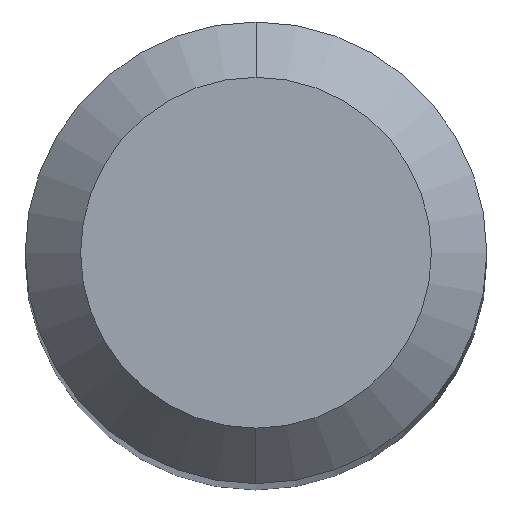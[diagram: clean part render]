
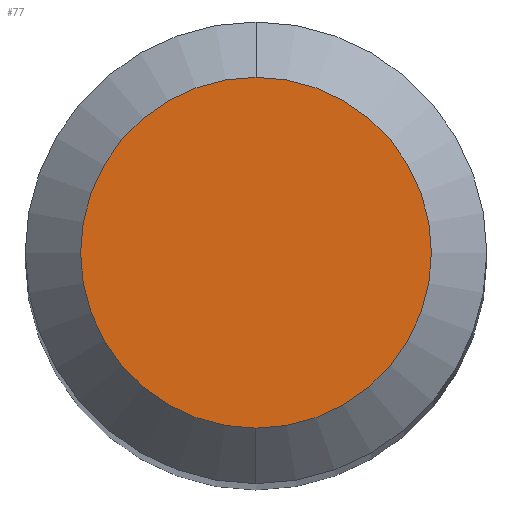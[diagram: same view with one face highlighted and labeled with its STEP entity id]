
A CAD part, top view. The second image highlights one B-rep face of the part: STEP entity #77.
In plain terms, the highlighted planar face has unit normal (0, 0, 1).
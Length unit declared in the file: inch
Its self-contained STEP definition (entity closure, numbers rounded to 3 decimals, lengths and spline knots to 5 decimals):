
#18 = CARTESIAN_POINT ( 'NONE',  ( 0., 0.0475, 0. ) ) ;
#29 = EDGE_LOOP ( 'NONE', ( #157, #534 ) ) ;
#77 = ADVANCED_FACE ( 'NONE', ( #213 ), #268, .F. ) ;
#82 = CIRCLE ( 'NONE', #277, 0.0475 ) ;
#139 = CARTESIAN_POINT ( 'NONE',  ( 0., 0., 0. ) ) ;
#157 = ORIENTED_EDGE ( 'NONE', *, *, #388, .T. ) ;
#213 = FACE_OUTER_BOUND ( 'NONE', #29, .T. ) ;
#218 = CARTESIAN_POINT ( 'NONE',  ( 0., 0.0475, 0. ) ) ;
#268 = PLANE ( 'NONE',  #451 ) ;
#277 = AXIS2_PLACEMENT_3D ( 'NONE', #139, #280, #457 ) ;
#280 = DIRECTION ( 'NONE',  ( 0., 0., 1. ) ) ;
#351 = DIRECTION ( 'NONE',  ( 0., 1., 0. ) ) ;
#356 = AXIS2_PLACEMENT_3D ( 'NONE', #381, #548, #389 ) ;
#363 = CARTESIAN_POINT ( 'NONE',  ( 0., -0.0475, 0. ) ) ;
#381 = CARTESIAN_POINT ( 'NONE',  ( 0., 0., 0. ) ) ;
#388 = EDGE_CURVE ( 'NONE', #528, #394, #82, .T. ) ;
#389 = DIRECTION ( 'NONE',  ( 0., -1., 0. ) ) ;
#394 = VERTEX_POINT ( 'NONE', #363 ) ;
#395 = DIRECTION ( 'NONE',  ( 0., 0., -1. ) ) ;
#451 = AXIS2_PLACEMENT_3D ( 'NONE', #218, #395, #351 ) ;
#457 = DIRECTION ( 'NONE',  ( 0., -1., 0. ) ) ;
#479 = EDGE_CURVE ( 'NONE', #394, #528, #509, .T. ) ;
#509 = CIRCLE ( 'NONE', #356, 0.0475 ) ;
#528 = VERTEX_POINT ( 'NONE', #18 ) ;
#534 = ORIENTED_EDGE ( 'NONE', *, *, #479, .T. ) ;
#548 = DIRECTION ( 'NONE',  ( 0., 0., 1. ) ) ;
